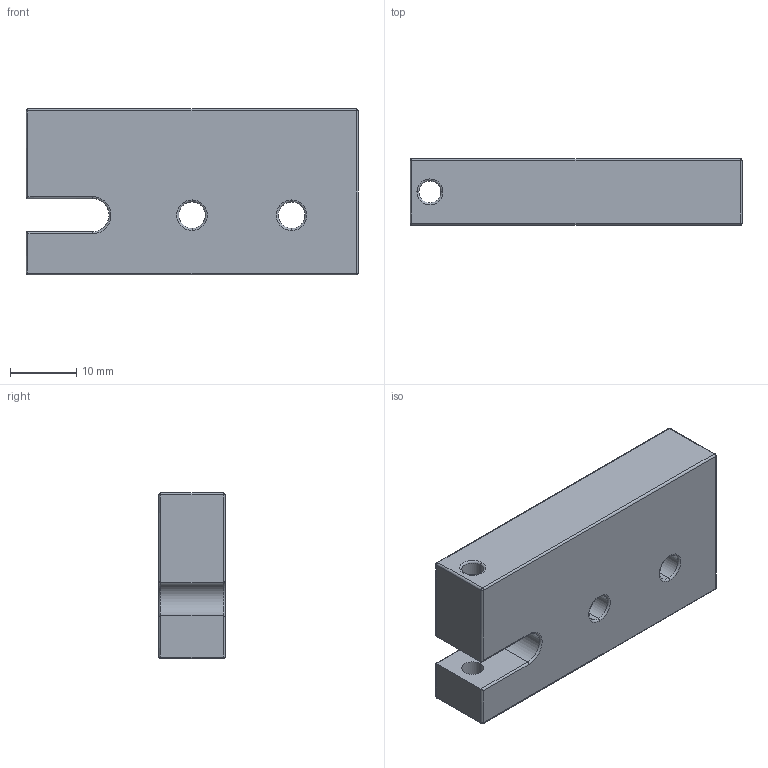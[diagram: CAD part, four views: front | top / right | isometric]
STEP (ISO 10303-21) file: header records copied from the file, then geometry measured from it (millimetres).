
FILE_DESCRIPTION (( 'STEP AP203' ), '1' );
FILE_NAME ('W0003510-85-Cable protection.STEP', '2024-05-27T12:23:17', ( '' ), ( '' ), 'SwSTEP 2.0', 'SolidWorks 2024', '' );
FILE_SCHEMA (( 'CONFIG_CONTROL_DESIGN' ));
Length unit declared in the file: millimetre
Products named in the file (1): W0003510-85-Cable protection
Bounding box: 50 x 10 x 25 mm (x, y, z)
Volume: 11470.6 mm3; surface area: 4424.4 mm2
Topology: 1 solids, 1 shells, 58 faces, 132 edges, 68 vertices
Faces by surface type: cylinder 27, torus 14, plane 9, sphere 8
Entity records: 1639 total; most frequent: DIRECTION 310, CARTESIAN_POINT 263, ORIENTED_EDGE 248, AXIS2_PLACEMENT_3D 131, EDGE_CURVE 124, CIRCLE 72, VERTEX_POINT 68, EDGE_LOOP 66
